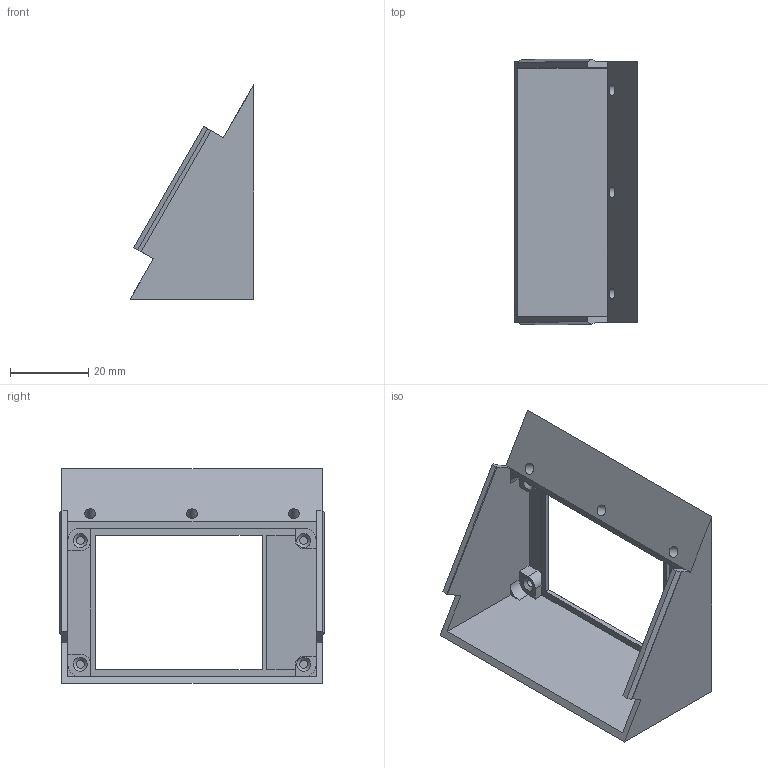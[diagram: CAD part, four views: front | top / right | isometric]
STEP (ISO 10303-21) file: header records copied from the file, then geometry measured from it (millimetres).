
FILE_DESCRIPTION(/* description */ (''),/* implementation_level */ '2;1');
FILE_NAME(/* name */ 'display_housing.step',/* time_stamp */ '2025-06-19T10:00:56-04:00',/* author */ (''),/* organization */ (''),/* preprocessor_version */ 'ST-DEVELOPER v20.1',/* originating_system */ 'Autodesk Translation Framework v14.10.0.0',/* authorisation */ '');
FILE_SCHEMA (('AUTOMOTIVE_DESIGN { 1 0 10303 214 3 1 1 }'));
Length unit declared in the file: millimetre
Products named in the file (1): Display Housing
Bounding box: 31.59 x 67.77 x 54.71 mm (x, y, z)
Volume: 12211.6 mm3; surface area: 13411 mm2
Topology: 1 solids, 1 shells, 139 faces, 378 edges, 248 vertices
Faces by surface type: plane 63, bspline 57, cylinder 15, cone 4
Full cylindrical faces by diameter (mm): 2 x4, 2.8 x3
Entity records: 4554 total; most frequent: CARTESIAN_POINT 1507, ORIENTED_EDGE 756, DIRECTION 470, EDGE_CURVE 378, VERTEX_POINT 248, LINE 224, VECTOR 224, EDGE_LOOP 154
